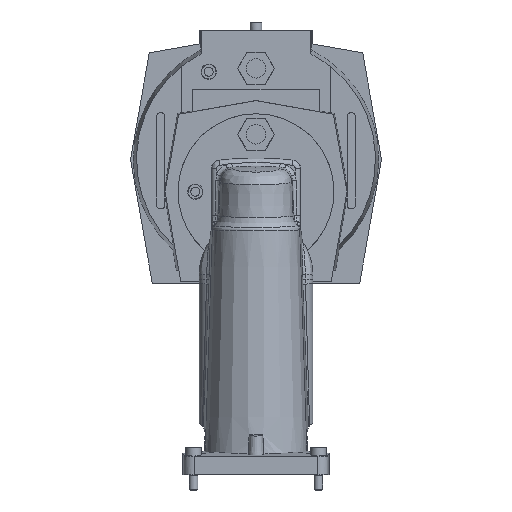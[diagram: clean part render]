
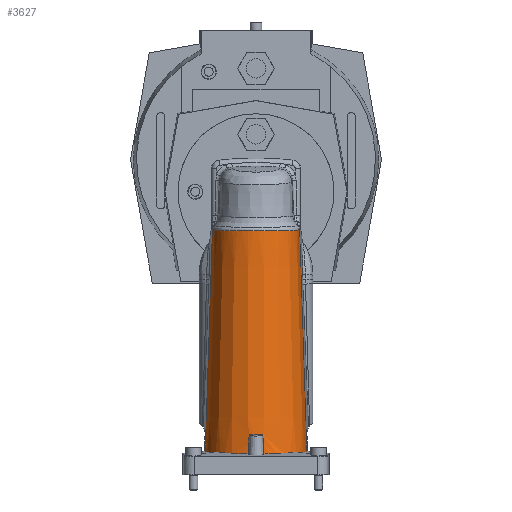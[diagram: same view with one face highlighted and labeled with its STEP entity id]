
A CAD part, front view. The second image highlights one B-rep face of the part: STEP entity #3627.
In plain terms, the highlighted conical face has half-angle 1.86 degrees and reference radius 30.25 mm.
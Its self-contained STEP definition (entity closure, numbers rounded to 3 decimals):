
#3231=(
BOUNDED_CURVE()
B_SPLINE_CURVE(1,(#14480,#14481,#14482),.UNSPECIFIED.,.F.,.F.)
B_SPLINE_CURVE_WITH_KNOTS((2,1,2),(0.,0.568,1.),
 .UNSPECIFIED.)
CURVE()
GEOMETRIC_REPRESENTATION_ITEM()
RATIONAL_B_SPLINE_CURVE((1.045,1.045,1.045))
REPRESENTATION_ITEM('')
);
#3233=CONICAL_SURFACE('',#11208,30.25,1.86);
#3480=ELLIPSE('',#11139,5281.652,67.868);
#3481=ELLIPSE('',#11141,5281.652,67.868);
#3495=ELLIPSE('',#11174,30.178,30.03);
#3497=ELLIPSE('',#11176,30.178,30.03);
#3502=ELLIPSE('',#11188,30.134,30.001);
#3504=ELLIPSE('',#11191,30.134,30.001);
#3511=ELLIPSE('',#11207,29.788,29.674);
#3627=ADVANCED_FACE('',(#4388),#3233,.T.);
#4388=FACE_OUTER_BOUND('',#4781,.T.);
#4781=EDGE_LOOP('',(#7153,#7154,#7155,#7156,#7157,#7158,#7159,#7160,#7161,
#7162));
#5317=LINE('',#14117,#6011);
#6011=VECTOR('',#11900,1.);
#7153=ORIENTED_EDGE('',*,*,#10005,.F.);
#7154=ORIENTED_EDGE('',*,*,#9984,.F.);
#7155=ORIENTED_EDGE('',*,*,#9918,.F.);
#7156=ORIENTED_EDGE('',*,*,#10040,.F.);
#7157=ORIENTED_EDGE('',*,*,#9916,.F.);
#7158=ORIENTED_EDGE('',*,*,#9982,.F.);
#7159=ORIENTED_EDGE('',*,*,#10003,.F.);
#7160=ORIENTED_EDGE('',*,*,#9938,.T.);
#7161=ORIENTED_EDGE('',*,*,#10041,.T.);
#7162=ORIENTED_EDGE('',*,*,#10035,.F.);
#9159=VERTEX_POINT('',#14058);
#9160=VERTEX_POINT('',#14060);
#9161=VERTEX_POINT('',#14064);
#9162=VERTEX_POINT('',#14065);
#9180=VERTEX_POINT('',#14116);
#9181=VERTEX_POINT('',#14118);
#9208=VERTEX_POINT('',#14213);
#9209=VERTEX_POINT('',#14217);
#9220=VERTEX_POINT('',#14315);
#9239=VERTEX_POINT('',#14483);
#9916=EDGE_CURVE('',#9159,#9160,#3480,.T.);
#9918=EDGE_CURVE('',#9161,#9162,#3481,.T.);
#9938=EDGE_CURVE('',#9181,#9180,#5317,.T.);
#9982=EDGE_CURVE('',#9208,#9159,#3495,.T.);
#9984=EDGE_CURVE('',#9162,#9209,#3497,.T.);
#10003=EDGE_CURVE('',#9181,#9208,#3502,.T.);
#10005=EDGE_CURVE('',#9209,#9220,#3504,.T.);
#10035=EDGE_CURVE('',#9220,#9239,#3231,.T.);
#10040=EDGE_CURVE('',#9160,#9161,#3511,.T.);
#10041=EDGE_CURVE('',#9180,#9239,#11014,.T.);
#11014=B_SPLINE_CURVE_WITH_KNOTS('',3,(#14496,#14497,#14498,#14499,#14500,
#14501,#14502,#14503,#14504,#14505,#14506,#14507,#14508,#14509),
 .UNSPECIFIED.,.F.,.F.,(4,2,2,2,2,2,4),(0.,0.125,0.25,0.375,0.5,0.75,1.),
 .UNSPECIFIED.);
#11139=AXIS2_PLACEMENT_3D('',#14059,#11870,#11871);
#11141=AXIS2_PLACEMENT_3D('',#14063,#11875,#11876);
#11174=AXIS2_PLACEMENT_3D('',#14214,#11985,#11986);
#11176=AXIS2_PLACEMENT_3D('',#14216,#11989,#11990);
#11188=AXIS2_PLACEMENT_3D('',#14311,#12017,#12018);
#11191=AXIS2_PLACEMENT_3D('',#14314,#12023,#12024);
#11207=AXIS2_PLACEMENT_3D('',#14495,#12062,#12063);
#11208=AXIS2_PLACEMENT_3D('',#14510,#12064,#12065);
#11870=DIRECTION('',(-0.999,0.035,-0.035));
#11871=DIRECTION('',(0.035,-0.001,-0.999));
#11875=DIRECTION('',(0.999,0.035,-0.035));
#11876=DIRECTION('',(-0.035,-0.001,-0.999));
#11900=DIRECTION('',(-0.032,0.001,0.999));
#11985=DIRECTION('',(0.,0.099,-0.995));
#11986=DIRECTION('',(0.,-0.995,-0.099));
#11989=DIRECTION('',(0.,0.099,-0.995));
#11990=DIRECTION('',(0.,-0.995,-0.099));
#12017=DIRECTION('',(-0.087,0.035,-0.996));
#12018=DIRECTION('',(0.924,-0.37,-0.094));
#12023=DIRECTION('',(0.087,0.035,-0.996));
#12024=DIRECTION('',(-0.924,-0.37,-0.094));
#12062=DIRECTION('',(0.,0.087,-0.996));
#12063=DIRECTION('',(0.,-0.996,-0.087));
#12064=DIRECTION('',(0.,0.,-1.));
#12065=DIRECTION('',(-1.,0.,0.));
#14058=CARTESIAN_POINT('',(4.488,-29.79,12.313));
#14059=CARTESIAN_POINT('',(171.273,-5.985,-4737.072));
#14060=CARTESIAN_POINT('',(4.103,-29.474,23.658));
#14063=CARTESIAN_POINT('',(-171.273,-5.985,-4737.072));
#14064=CARTESIAN_POINT('',(-4.103,-29.474,23.658));
#14065=CARTESIAN_POINT('',(-4.488,-29.79,12.313));
#14116=CARTESIAN_POINT('',(25.793,-0.901,145.294));
#14117=CARTESIAN_POINT('',(28.536,-0.997,60.75));
#14118=CARTESIAN_POINT('',(30.069,-1.05,13.518));
#14213=CARTESIAN_POINT('',(23.88,-18.306,13.454));
#14214=CARTESIAN_POINT('',(0.,-0.097,15.264));
#14216=CARTESIAN_POINT('',(0.,-0.097,15.264));
#14217=CARTESIAN_POINT('',(-23.88,-18.306,13.454));
#14311=CARTESIAN_POINT('',(0.085,-0.034,16.176));
#14314=CARTESIAN_POINT('',(-0.085,-0.034,16.176));
#14315=CARTESIAN_POINT('',(-30.069,-1.05,13.518));
#14480=CARTESIAN_POINT('',(-30.232,-1.056,8.5));
#14481=CARTESIAN_POINT('',(-26.841,-0.937,113.));
#14482=CARTESIAN_POINT('',(-24.259,-0.847,192.556));
#14483=CARTESIAN_POINT('',(-25.793,-0.901,145.294));
#14495=CARTESIAN_POINT('',(0.,-0.084,26.23));
#14496=CARTESIAN_POINT('',(25.793,-0.901,145.294));
#14497=CARTESIAN_POINT('',(25.68,-4.233,145.191));
#14498=CARTESIAN_POINT('',(24.913,-7.523,145.089));
#14499=CARTESIAN_POINT('',(22.238,-13.529,144.904));
#14500=CARTESIAN_POINT('',(20.296,-16.303,144.818));
#14501=CARTESIAN_POINT('',(15.565,-20.872,144.677));
#14502=CARTESIAN_POINT('',(12.732,-22.715,144.62));
#14503=CARTESIAN_POINT('',(6.619,-25.187,144.544));
#14504=CARTESIAN_POINT('',(3.319,-25.833,144.524));
#14505=CARTESIAN_POINT('',(-6.618,-25.835,144.524));
#14506=CARTESIAN_POINT('',(-13.171,-23.187,144.606));
#14507=CARTESIAN_POINT('',(-22.697,-13.981,144.89));
#14508=CARTESIAN_POINT('',(-25.567,-7.564,145.088));
#14509=CARTESIAN_POINT('',(-25.793,-0.901,145.294));
#14510=CARTESIAN_POINT('',(0.,0.,8.5));
